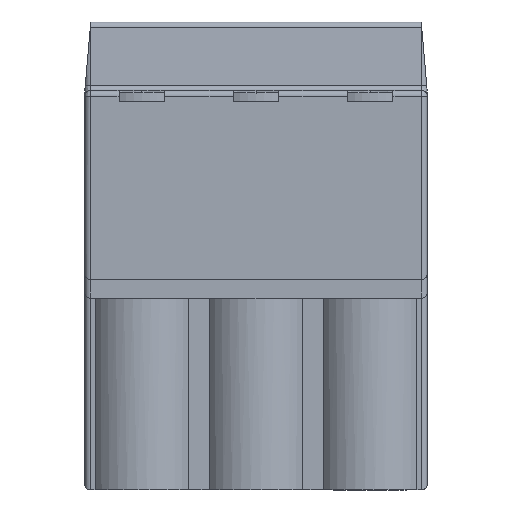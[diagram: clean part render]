
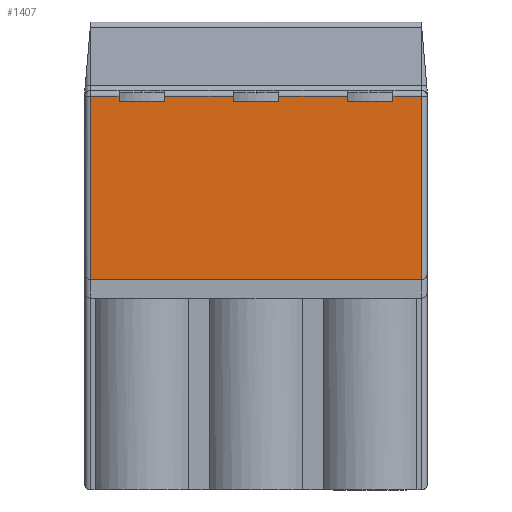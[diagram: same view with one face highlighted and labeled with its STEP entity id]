
A CAD part, front view. The second image highlights one B-rep face of the part: STEP entity #1407.
In plain terms, the highlighted planar face has unit normal (0, -1, 0).
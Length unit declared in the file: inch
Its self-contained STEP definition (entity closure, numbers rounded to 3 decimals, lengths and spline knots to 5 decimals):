
#4 = AXIS2_PLACEMENT_3D ( 'NONE', #2160, #2073, #735 ) ;
#37 = VECTOR ( 'NONE', #3600, 39.37008 ) ;
#42 = ORIENTED_EDGE ( 'NONE', *, *, #8356, .F. ) ;
#151 = LINE ( 'NONE', #1701, #6869 ) ;
#188 = VECTOR ( 'NONE', #4068, 39.37008 ) ;
#244 = VECTOR ( 'NONE', #6972, 39.37008 ) ;
#327 = DIRECTION ( 'NONE',  ( 1., 0., 0. ) ) ;
#341 = CARTESIAN_POINT ( 'NONE',  ( 2.26378, -0.42094, 0.31496 ) ) ;
#384 = VECTOR ( 'NONE', #4004, 39.37008 ) ;
#437 = ORIENTED_EDGE ( 'NONE', *, *, #4509, .F. ) ;
#488 = LINE ( 'NONE', #8234, #188 ) ;
#491 = EDGE_CURVE ( 'NONE', #687, #2186, #151, .T. ) ;
#503 = EDGE_CURVE ( 'NONE', #1581, #1598, #4452, .T. ) ;
#687 = VERTEX_POINT ( 'NONE', #1278 ) ;
#696 = CARTESIAN_POINT ( 'NONE',  ( 0.28543, -0.42094, 0.3248 ) ) ;
#735 = DIRECTION ( 'NONE',  ( 0., 0., 1. ) ) ;
#770 = CARTESIAN_POINT ( 'NONE',  ( 2.26378, -0.42094, 0.00866 ) ) ;
#791 = VERTEX_POINT ( 'NONE', #5759 ) ;
#808 = CARTESIAN_POINT ( 'NONE',  ( 0.15748, -0.42094, 0.31496 ) ) ;
#883 = VERTEX_POINT ( 'NONE', #7369 ) ;
#954 = VECTOR ( 'NONE', #8989, 39.37008 ) ;
#1052 = CARTESIAN_POINT ( 'NONE',  ( -0.28543, -0.42094, 0.00866 ) ) ;
#1122 = VECTOR ( 'NONE', #3040, 39.37008 ) ;
#1124 = VERTEX_POINT ( 'NONE', #2992 ) ;
#1205 = LINE ( 'NONE', #6884, #7425 ) ;
#1236 = DIRECTION ( 'NONE',  ( 0., 0., -1. ) ) ;
#1278 = CARTESIAN_POINT ( 'NONE',  ( -0.03937, -0.42094, 0.31496 ) ) ;
#1347 = ORIENTED_EDGE ( 'NONE', *, *, #8491, .T. ) ;
#1407 = ADVANCED_FACE ( 'NONE', ( #2839 ), #5684, .F. ) ;
#1420 = ORIENTED_EDGE ( 'NONE', *, *, #3624, .F. ) ;
#1581 = VERTEX_POINT ( 'NONE', #1885 ) ;
#1598 = VERTEX_POINT ( 'NONE', #5411 ) ;
#1610 = EDGE_CURVE ( 'NONE', #2758, #3523, #6146, .T. ) ;
#1701 = CARTESIAN_POINT ( 'NONE',  ( -0.03937, -0.42094, 0.31496 ) ) ;
#1885 = CARTESIAN_POINT ( 'NONE',  ( -0.23622, -0.42094, 0.31496 ) ) ;
#2021 = ORIENTED_EDGE ( 'NONE', *, *, #1610, .F. ) ;
#2073 = DIRECTION ( 'NONE',  ( 0., 1., 0. ) ) ;
#2086 = ORIENTED_EDGE ( 'NONE', *, *, #8012, .F. ) ;
#2090 = LINE ( 'NONE', #808, #37 ) ;
#2160 = CARTESIAN_POINT ( 'NONE',  ( 2.26378, -0.42094, -0.35433 ) ) ;
#2186 = VERTEX_POINT ( 'NONE', #2208 ) ;
#2208 = CARTESIAN_POINT ( 'NONE',  ( -0.03937, -0.42094, 0.3248 ) ) ;
#2318 = DIRECTION ( 'NONE',  ( 0., 0., 1. ) ) ;
#2403 = VERTEX_POINT ( 'NONE', #2476 ) ;
#2445 = LINE ( 'NONE', #341, #1122 ) ;
#2459 = CARTESIAN_POINT ( 'NONE',  ( 0.23622, -0.42094, 0.3248 ) ) ;
#2476 = CARTESIAN_POINT ( 'NONE',  ( -0.28543, -0.42094, 0.3248 ) ) ;
#2697 = DIRECTION ( 'NONE',  ( 1., 0., 0. ) ) ;
#2710 = LINE ( 'NONE', #6844, #384 ) ;
#2758 = VERTEX_POINT ( 'NONE', #696 ) ;
#2839 = FACE_OUTER_BOUND ( 'NONE', #7815, .T. ) ;
#2923 = DIRECTION ( 'NONE',  ( 0., 0., 1. ) ) ;
#2992 = CARTESIAN_POINT ( 'NONE',  ( 0.15748, -0.42094, 0.31496 ) ) ;
#3040 = DIRECTION ( 'NONE',  ( 1., 0., 0. ) ) ;
#3070 = DIRECTION ( 'NONE',  ( 1., 0., 0. ) ) ;
#3132 = VERTEX_POINT ( 'NONE', #5752 ) ;
#3177 = EDGE_CURVE ( 'NONE', #1124, #6078, #2090, .T. ) ;
#3362 = VECTOR ( 'NONE', #1236, 39.37008 ) ;
#3365 = ORIENTED_EDGE ( 'NONE', *, *, #503, .F. ) ;
#3383 = LINE ( 'NONE', #4729, #6948 ) ;
#3446 = VECTOR ( 'NONE', #4846, 39.37008 ) ;
#3523 = VERTEX_POINT ( 'NONE', #5123 ) ;
#3600 = DIRECTION ( 'NONE',  ( 0., 0., 1. ) ) ;
#3624 = EDGE_CURVE ( 'NONE', #791, #2186, #488, .T. ) ;
#3901 = ORIENTED_EDGE ( 'NONE', *, *, #8882, .F. ) ;
#4000 = DIRECTION ( 'NONE',  ( 0., 0., 1. ) ) ;
#4004 = DIRECTION ( 'NONE',  ( 1., 0., 0. ) ) ;
#4068 = DIRECTION ( 'NONE',  ( 1., 0., 0. ) ) ;
#4222 = CARTESIAN_POINT ( 'NONE',  ( 2.26378, -0.42094, 0.31496 ) ) ;
#4311 = DIRECTION ( 'NONE',  ( 0., 0., 1. ) ) ;
#4452 = LINE ( 'NONE', #7106, #5263 ) ;
#4509 = EDGE_CURVE ( 'NONE', #3523, #4752, #4949, .T. ) ;
#4729 = CARTESIAN_POINT ( 'NONE',  ( 2.26378, -0.42094, 0.3248 ) ) ;
#4741 = ORIENTED_EDGE ( 'NONE', *, *, #7917, .F. ) ;
#4752 = VERTEX_POINT ( 'NONE', #1052 ) ;
#4846 = DIRECTION ( 'NONE',  ( 0., 0., -1. ) ) ;
#4949 = LINE ( 'NONE', #770, #5191 ) ;
#4993 = CARTESIAN_POINT ( 'NONE',  ( -0.23622, -0.42094, 0.31496 ) ) ;
#5004 = EDGE_CURVE ( 'NONE', #791, #1598, #5360, .T. ) ;
#5123 = CARTESIAN_POINT ( 'NONE',  ( 0.28543, -0.42094, 0.00866 ) ) ;
#5140 = LINE ( 'NONE', #8743, #8149 ) ;
#5148 = ORIENTED_EDGE ( 'NONE', *, *, #491, .T. ) ;
#5191 = VECTOR ( 'NONE', #6407, 39.37008 ) ;
#5263 = VECTOR ( 'NONE', #327, 39.37008 ) ;
#5360 = LINE ( 'NONE', #8866, #954 ) ;
#5411 = CARTESIAN_POINT ( 'NONE',  ( -0.15748, -0.42094, 0.31496 ) ) ;
#5511 = VERTEX_POINT ( 'NONE', #8396 ) ;
#5630 = LINE ( 'NONE', #4993, #6084 ) ;
#5684 = PLANE ( 'NONE',  #4 ) ;
#5752 = CARTESIAN_POINT ( 'NONE',  ( 0.03937, -0.42094, 0.3248 ) ) ;
#5759 = CARTESIAN_POINT ( 'NONE',  ( -0.15748, -0.42094, 0.3248 ) ) ;
#5823 = CARTESIAN_POINT ( 'NONE',  ( 0.03937, -0.42094, 0.31496 ) ) ;
#5846 = EDGE_CURVE ( 'NONE', #883, #9003, #7654, .T. ) ;
#6078 = VERTEX_POINT ( 'NONE', #7268 ) ;
#6084 = VECTOR ( 'NONE', #2923, 39.37008 ) ;
#6146 = LINE ( 'NONE', #7513, #3362 ) ;
#6214 = ORIENTED_EDGE ( 'NONE', *, *, #5004, .T. ) ;
#6229 = VECTOR ( 'NONE', #2318, 39.37008 ) ;
#6242 = ORIENTED_EDGE ( 'NONE', *, *, #6673, .T. ) ;
#6355 = CARTESIAN_POINT ( 'NONE',  ( 0.03937, -0.42094, 0.31496 ) ) ;
#6407 = DIRECTION ( 'NONE',  ( -1., 0., 0. ) ) ;
#6421 = LINE ( 'NONE', #4222, #244 ) ;
#6673 = EDGE_CURVE ( 'NONE', #1581, #5511, #5630, .T. ) ;
#6844 = CARTESIAN_POINT ( 'NONE',  ( 2.65748, -0.42094, 0.3248 ) ) ;
#6869 = VECTOR ( 'NONE', #4311, 39.37008 ) ;
#6884 = CARTESIAN_POINT ( 'NONE',  ( -0.28543, -0.42094, -0.35433 ) ) ;
#6948 = VECTOR ( 'NONE', #2697, 39.37008 ) ;
#6972 = DIRECTION ( 'NONE',  ( 1., 0., 0. ) ) ;
#7009 = ORIENTED_EDGE ( 'NONE', *, *, #3177, .T. ) ;
#7106 = CARTESIAN_POINT ( 'NONE',  ( 2.65748, -0.42094, 0.31496 ) ) ;
#7268 = CARTESIAN_POINT ( 'NONE',  ( 0.15748, -0.42094, 0.3248 ) ) ;
#7369 = CARTESIAN_POINT ( 'NONE',  ( 0.23622, -0.42094, 0.31496 ) ) ;
#7425 = VECTOR ( 'NONE', #4000, 39.37008 ) ;
#7470 = EDGE_CURVE ( 'NONE', #9003, #2758, #3383, .T. ) ;
#7513 = CARTESIAN_POINT ( 'NONE',  ( 0.28543, -0.42094, 0.35433 ) ) ;
#7638 = LINE ( 'NONE', #6355, #3446 ) ;
#7654 = LINE ( 'NONE', #8594, #6229 ) ;
#7677 = ORIENTED_EDGE ( 'NONE', *, *, #8146, .F. ) ;
#7719 = ORIENTED_EDGE ( 'NONE', *, *, #7470, .F. ) ;
#7769 = VERTEX_POINT ( 'NONE', #5823 ) ;
#7815 = EDGE_LOOP ( 'NONE', ( #4741, #5148, #1420, #6214, #3365, #6242, #2086, #3901, #437, #2021, #7719, #8347, #7677, #7009, #42, #1347 ) ) ;
#7917 = EDGE_CURVE ( 'NONE', #687, #7769, #2445, .T. ) ;
#8012 = EDGE_CURVE ( 'NONE', #2403, #5511, #2710, .T. ) ;
#8146 = EDGE_CURVE ( 'NONE', #1124, #883, #6421, .T. ) ;
#8149 = VECTOR ( 'NONE', #3070, 39.37008 ) ;
#8234 = CARTESIAN_POINT ( 'NONE',  ( 2.65748, -0.42094, 0.3248 ) ) ;
#8347 = ORIENTED_EDGE ( 'NONE', *, *, #5846, .F. ) ;
#8356 = EDGE_CURVE ( 'NONE', #3132, #6078, #5140, .T. ) ;
#8396 = CARTESIAN_POINT ( 'NONE',  ( -0.23622, -0.42094, 0.3248 ) ) ;
#8491 = EDGE_CURVE ( 'NONE', #3132, #7769, #7638, .T. ) ;
#8594 = CARTESIAN_POINT ( 'NONE',  ( 0.23622, -0.42094, -0.35433 ) ) ;
#8743 = CARTESIAN_POINT ( 'NONE',  ( 2.26378, -0.42094, 0.3248 ) ) ;
#8866 = CARTESIAN_POINT ( 'NONE',  ( -0.15748, -0.42094, 0.31496 ) ) ;
#8882 = EDGE_CURVE ( 'NONE', #4752, #2403, #1205, .T. ) ;
#8989 = DIRECTION ( 'NONE',  ( 0., 0., -1. ) ) ;
#9003 = VERTEX_POINT ( 'NONE', #2459 ) ;
